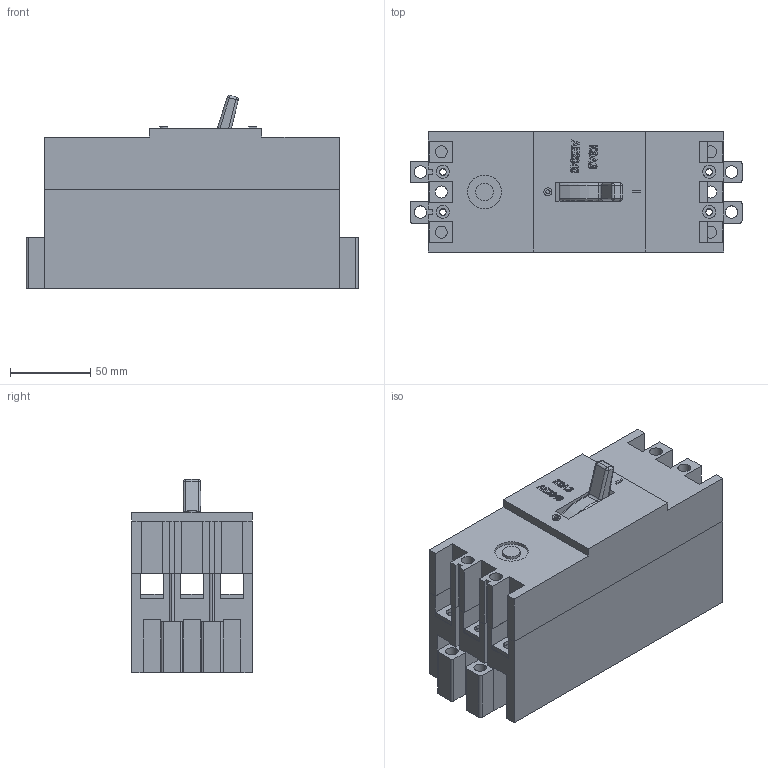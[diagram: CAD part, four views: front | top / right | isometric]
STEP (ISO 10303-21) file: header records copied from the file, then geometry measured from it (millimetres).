
FILE_DESCRIPTION (( 'STEP AP203' ), '1' );
FILE_NAME ('斃2040(50,60).STEP', '2015-02-26T12:22:05', ( 'admin' ), ( '' ), 'SwSTEP 2.0', 'SolidWorks 2007', '' );
FILE_SCHEMA (( 'CONFIG_CONTROL_DESIGN' ));
Length unit declared in the file: millimetre
Products named in the file (1): 斃2040(50,60)
Bounding box: 207 x 75 x 120.45 mm (x, y, z)
Surface area: 123540.1 mm2 (no closed solid volume)
Topology: 0 solids, 15 shells, 301 faces, 1120 edges, 810 vertices
Faces by surface type: plane 185, cylinder 83, bspline 23, torus 6, sphere 4
Entity records: 14083 total; most frequent: CARTESIAN_POINT 4837, DIRECTION 1770, ORIENTED_EDGE 1744, EDGE_CURVE 1116, VECTOR 820, LINE 820, VERTEX_POINT 810, AXIS2_PLACEMENT_3D 475
